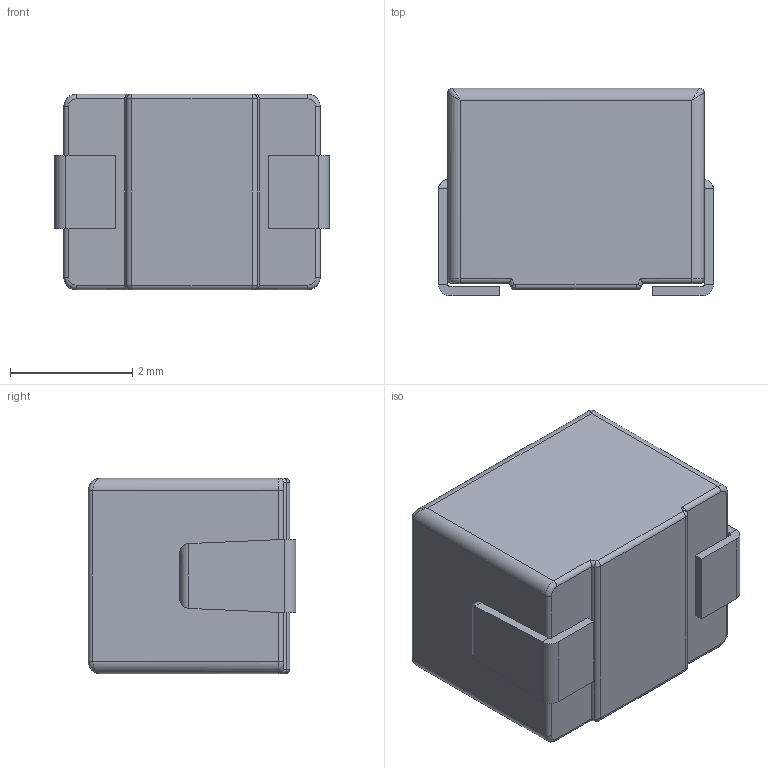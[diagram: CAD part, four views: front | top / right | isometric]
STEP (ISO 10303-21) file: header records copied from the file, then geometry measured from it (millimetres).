
FILE_DESCRIPTION (( 'STEP AP214' ), '1' );
FILE_NAME ('CM453232-120JL.STEP', '2023-05-02T03:46:43', ( '' ), ( '' ), 'SwSTEP 2.0', 'SolidWorks 2021', '' );
FILE_SCHEMA (( 'AUTOMOTIVE_DESIGN' ));
Length unit declared in the file: millimetre
Products named in the file (1): CM453232-120JL
Bounding box: 4.5 x 3.4 x 3.2 mm (x, y, z)
Volume: 44.4 mm3; surface area: 87 mm2
Topology: 3 solids, 3 shells, 72 faces, 158 edges, 88 vertices
Faces by surface type: cylinder 32, plane 28, torus 8, bspline 4
Entity records: 2010 total; most frequent: CARTESIAN_POINT 439, DIRECTION 324, ORIENTED_EDGE 308, EDGE_CURVE 154, AXIS2_PLACEMENT_3D 117, VECTOR 90, LINE 90, VERTEX_POINT 88
